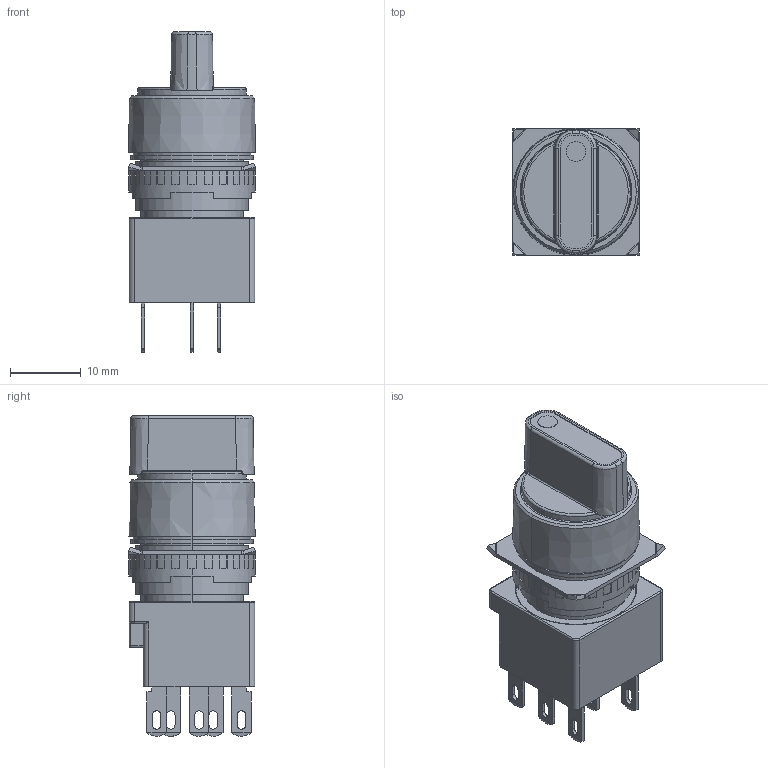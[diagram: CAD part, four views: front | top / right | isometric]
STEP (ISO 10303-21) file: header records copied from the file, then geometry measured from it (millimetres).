
FILE_DESCRIPTION (( 'STEP AP214' ), '1' );
FILE_NAME ('47_LB1F-[2][3]$Tx#$.STEP', '2020-09-25T00:21:36', ( 'IDEC' ), ( 'IDEC' ), 'SwSTEP 2.0', 'SolidWorks 2019', '' );
FILE_SCHEMA (( 'AUTOMOTIVE_DESIGN' ));
Length unit declared in the file: millimetre
Products named in the file (5): LB-NUT-SET; LB-LS-HANDLE; 47_LB1F-[2][3]$Tx#$; LB-T20; LB-LS-BODY-M
Assembly tree (4 placements, depth 2):
  47_LB1F-[2][3]$Tx#$
    LB-LS-BODY-M
    LB-LS-HANDLE
    LB-T20
    LB-NUT-SET
Bounding box: 18.07 x 18.07 x 45.4 mm (x, y, z)
Volume: 7919 mm3; surface area: 6299.5 mm2
Topology: 4 solids, 4 shells, 470 faces, 1229 edges, 783 vertices
Faces by surface type: plane 249, cylinder 166, bspline 47, cone 8
Entity records: 17831 total; most frequent: CARTESIAN_POINT 4352, ORIENTED_EDGE 2446, DIRECTION 2358, EDGE_CURVE 1223, AXIS2_PLACEMENT_3D 821, VERTEX_POINT 783, VECTOR 716, LINE 716
